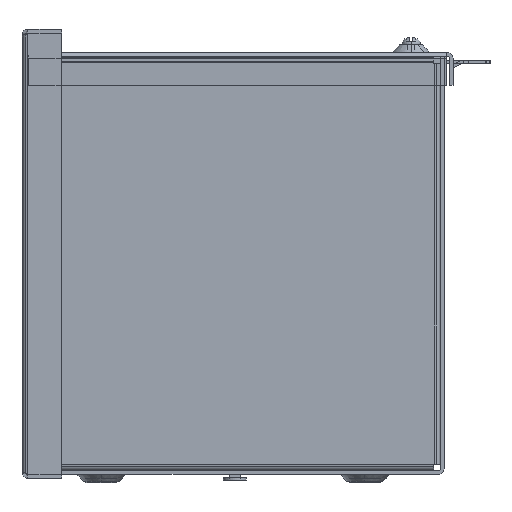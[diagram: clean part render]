
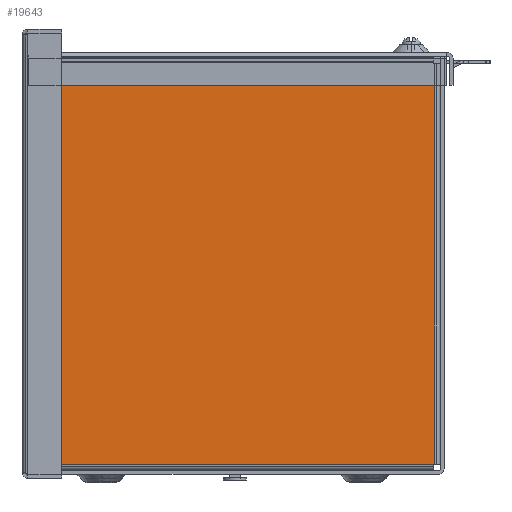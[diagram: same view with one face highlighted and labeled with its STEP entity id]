
A CAD part, left-side view. The second image highlights one B-rep face of the part: STEP entity #19643.
In plain terms, the highlighted planar face has unit normal (-1, 0, 0).
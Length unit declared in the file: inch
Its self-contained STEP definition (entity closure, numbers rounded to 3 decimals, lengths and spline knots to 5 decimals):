
#683 = VERTEX_POINT ( 'NONE', #38275 ) ;
#1073 = ORIENTED_EDGE ( 'NONE', *, *, #44011, .T. ) ;
#1145 = DIRECTION ( 'NONE',  ( 0., 0., -1. ) ) ;
#1311 = DIRECTION ( 'NONE',  ( 0., 1., 0. ) ) ;
#1402 = VECTOR ( 'NONE', #4690, 39.37008 ) ;
#1574 = CARTESIAN_POINT ( 'NONE',  ( -36., 3.819, 7.783 ) ) ;
#1592 = VERTEX_POINT ( 'NONE', #7593 ) ;
#1964 = LINE ( 'NONE', #35483, #1402 ) ;
#2071 = VECTOR ( 'NONE', #3575, 39.37008 ) ;
#2508 = DIRECTION ( 'NONE',  ( 0., 1., 0. ) ) ;
#2895 = LINE ( 'NONE', #6279, #2071 ) ;
#3159 = CARTESIAN_POINT ( 'NONE',  ( -36., -3.767, 7.783 ) ) ;
#3362 = PLANE ( 'NONE',  #19094 ) ;
#3575 = DIRECTION ( 'NONE',  ( 0., 1., 0. ) ) ;
#4058 = CARTESIAN_POINT ( 'NONE',  ( -36., 3.819, 7.783 ) ) ;
#4690 = DIRECTION ( 'NONE',  ( 0., 0., 1. ) ) ;
#5270 = CARTESIAN_POINT ( 'NONE',  ( -36., -3.767, 7.908 ) ) ;
#6279 = CARTESIAN_POINT ( 'NONE',  ( -36., 3.944, 7.8 ) ) ;
#6321 = CARTESIAN_POINT ( 'NONE',  ( -36., 3.819, 7.8 ) ) ;
#7382 = VECTOR ( 'NONE', #13987, 39.37008 ) ;
#7593 = CARTESIAN_POINT ( 'NONE',  ( -36., -3.767, 0.18 ) ) ;
#9210 = EDGE_CURVE ( 'NONE', #29465, #33229, #24130, .T. ) ;
#9355 = CARTESIAN_POINT ( 'NONE',  ( -36., 3.819, 0.072 ) ) ;
#9669 = CARTESIAN_POINT ( 'NONE',  ( -36., 3.944, 0.18 ) ) ;
#10161 = CARTESIAN_POINT ( 'NONE',  ( -36., -3.892, 0.197 ) ) ;
#10372 = VERTEX_POINT ( 'NONE', #14828 ) ;
#10464 = ORIENTED_EDGE ( 'NONE', *, *, #26395, .T. ) ;
#10611 = EDGE_CURVE ( 'NONE', #42465, #27221, #1964, .T. ) ;
#11793 = LINE ( 'NONE', #5270, #16109 ) ;
#11909 = DIRECTION ( 'NONE',  ( 0., 0., -1. ) ) ;
#12184 = CARTESIAN_POINT ( 'NONE',  ( -36., -3.767, 7.8 ) ) ;
#13987 = DIRECTION ( 'NONE',  ( 0., -1., 0. ) ) ;
#14828 = CARTESIAN_POINT ( 'NONE',  ( -36., 3.819, 0.18 ) ) ;
#15227 = EDGE_CURVE ( 'NONE', #33229, #34035, #29450, .T. ) ;
#16109 = VECTOR ( 'NONE', #39877, 39.37008 ) ;
#16439 = LINE ( 'NONE', #9669, #39214 ) ;
#16512 = VECTOR ( 'NONE', #2508, 39.37008 ) ;
#16614 = LINE ( 'NONE', #24036, #36149 ) ;
#16642 = VERTEX_POINT ( 'NONE', #3159 ) ;
#17782 = EDGE_CURVE ( 'NONE', #16642, #19220, #11793, .T. ) ;
#18205 = ORIENTED_EDGE ( 'NONE', *, *, #15227, .T. ) ;
#18333 = VECTOR ( 'NONE', #11909, 39.37008 ) ;
#18644 = CARTESIAN_POINT ( 'NONE',  ( -36., -3.767, 7.783 ) ) ;
#19094 = AXIS2_PLACEMENT_3D ( 'NONE', #26750, #30805, #40445 ) ;
#19188 = CARTESIAN_POINT ( 'NONE',  ( -36., -3.784, 7.783 ) ) ;
#19220 = VERTEX_POINT ( 'NONE', #12184 ) ;
#19643 = ADVANCED_FACE ( 'NONE', ( #30339 ), #3362, .T. ) ;
#19745 = ORIENTED_EDGE ( 'NONE', *, *, #10611, .T. ) ;
#19936 = EDGE_CURVE ( 'NONE', #27221, #16642, #35721, .T. ) ;
#20181 = VECTOR ( 'NONE', #25285, 39.37008 ) ;
#20666 = DIRECTION ( 'NONE',  ( 0., -1., 0. ) ) ;
#20908 = VERTEX_POINT ( 'NONE', #43700 ) ;
#21639 = LINE ( 'NONE', #1574, #28733 ) ;
#22198 = ORIENTED_EDGE ( 'NONE', *, *, #41254, .T. ) ;
#22322 = ORIENTED_EDGE ( 'NONE', *, *, #37008, .T. ) ;
#23101 = DIRECTION ( 'NONE',  ( 0., 0., -1. ) ) ;
#23578 = EDGE_CURVE ( 'NONE', #20908, #42465, #27478, .T. ) ;
#23694 = CARTESIAN_POINT ( 'NONE',  ( -36., 3.944, 7.783 ) ) ;
#24036 = CARTESIAN_POINT ( 'NONE',  ( -36., 3.819, 0.197 ) ) ;
#24130 = LINE ( 'NONE', #23694, #16512 ) ;
#24517 = ORIENTED_EDGE ( 'NONE', *, *, #40407, .T. ) ;
#25285 = DIRECTION ( 'NONE',  ( 0., 0., 1. ) ) ;
#26395 = EDGE_CURVE ( 'NONE', #10372, #1592, #16439, .T. ) ;
#26750 = CARTESIAN_POINT ( 'NONE',  ( -36., 3.944, 7.908 ) ) ;
#27167 = ORIENTED_EDGE ( 'NONE', *, *, #9210, .T. ) ;
#27221 = VERTEX_POINT ( 'NONE', #19188 ) ;
#27375 = CARTESIAN_POINT ( 'NONE',  ( -36., 3.836, 0.197 ) ) ;
#27478 = LINE ( 'NONE', #10161, #7382 ) ;
#27831 = VECTOR ( 'NONE', #23101, 39.37008 ) ;
#28733 = VECTOR ( 'NONE', #1145, 39.37008 ) ;
#29001 = CARTESIAN_POINT ( 'NONE',  ( -36., 3.836, 7.908 ) ) ;
#29450 = LINE ( 'NONE', #29001, #18333 ) ;
#29465 = VERTEX_POINT ( 'NONE', #4058 ) ;
#30268 = LINE ( 'NONE', #9355, #27831 ) ;
#30339 = FACE_OUTER_BOUND ( 'NONE', #34790, .T. ) ;
#30805 = DIRECTION ( 'NONE',  ( -1., 0., 0. ) ) ;
#30980 = EDGE_CURVE ( 'NONE', #37852, #29465, #21639, .T. ) ;
#33229 = VERTEX_POINT ( 'NONE', #42570 ) ;
#33635 = ORIENTED_EDGE ( 'NONE', *, *, #17782, .T. ) ;
#33892 = LINE ( 'NONE', #39414, #20181 ) ;
#34035 = VERTEX_POINT ( 'NONE', #27375 ) ;
#34790 = EDGE_LOOP ( 'NONE', ( #19745, #41513, #33635, #22198, #37279, #27167, #18205, #22322, #24517, #10464, #1073, #37658 ) ) ;
#35483 = CARTESIAN_POINT ( 'NONE',  ( -36., -3.784, 7.908 ) ) ;
#35721 = LINE ( 'NONE', #18644, #43480 ) ;
#36043 = DIRECTION ( 'NONE',  ( 0., -1., 0. ) ) ;
#36149 = VECTOR ( 'NONE', #20666, 39.37008 ) ;
#37008 = EDGE_CURVE ( 'NONE', #34035, #683, #16614, .T. ) ;
#37279 = ORIENTED_EDGE ( 'NONE', *, *, #30980, .T. ) ;
#37658 = ORIENTED_EDGE ( 'NONE', *, *, #23578, .T. ) ;
#37852 = VERTEX_POINT ( 'NONE', #6321 ) ;
#38275 = CARTESIAN_POINT ( 'NONE',  ( -36., 3.819, 0.197 ) ) ;
#39214 = VECTOR ( 'NONE', #36043, 39.37008 ) ;
#39414 = CARTESIAN_POINT ( 'NONE',  ( -36., -3.767, 0.197 ) ) ;
#39818 = CARTESIAN_POINT ( 'NONE',  ( -36., -3.784, 0.197 ) ) ;
#39877 = DIRECTION ( 'NONE',  ( 0., 0., 1. ) ) ;
#40407 = EDGE_CURVE ( 'NONE', #683, #10372, #30268, .T. ) ;
#40445 = DIRECTION ( 'NONE',  ( 0., 0., -1. ) ) ;
#41254 = EDGE_CURVE ( 'NONE', #19220, #37852, #2895, .T. ) ;
#41513 = ORIENTED_EDGE ( 'NONE', *, *, #19936, .T. ) ;
#42465 = VERTEX_POINT ( 'NONE', #39818 ) ;
#42570 = CARTESIAN_POINT ( 'NONE',  ( -36., 3.836, 7.783 ) ) ;
#43480 = VECTOR ( 'NONE', #1311, 39.37008 ) ;
#43700 = CARTESIAN_POINT ( 'NONE',  ( -36., -3.767, 0.197 ) ) ;
#44011 = EDGE_CURVE ( 'NONE', #1592, #20908, #33892, .T. ) ;
